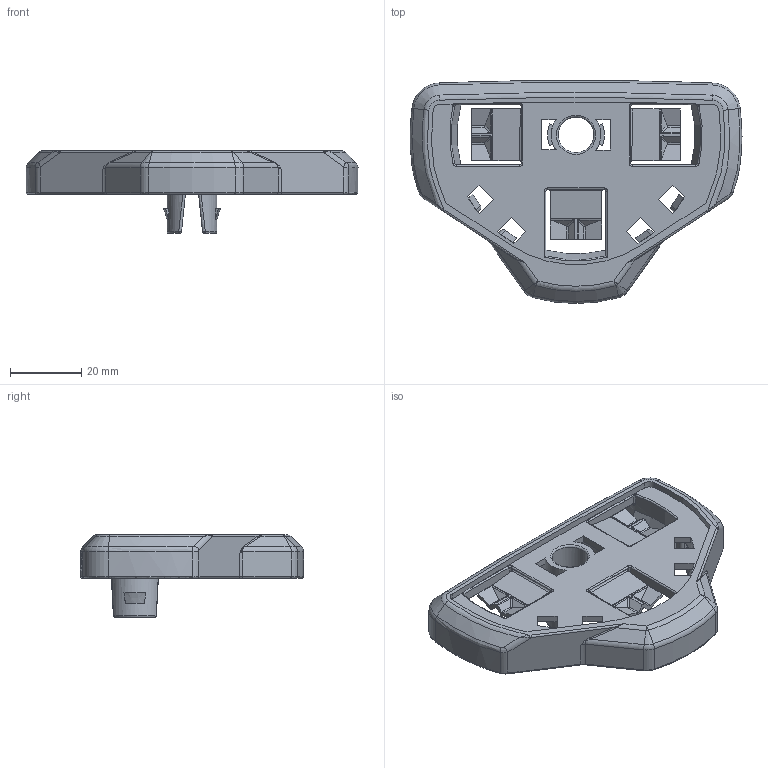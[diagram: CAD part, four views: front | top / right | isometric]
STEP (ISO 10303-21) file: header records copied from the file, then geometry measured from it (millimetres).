
FILE_DESCRIPTION(/* description */ ('STEP AP214','CAx-IF Rec.Pracs.---Representation and Presentation of Product Manufacturing Information (PMI)---4.0---2014-10-13'),/* implementation_level */ '2;1');
FILE_NAME(/* name */ 'SYS1_T-loc-latch.stp',/* time_stamp */ '2024-09-05T05:50:00+02:00',/* author */ ('admin'),/* organization */ (''),/* preprocessor_version */ 'ST-DEVELOPER v18.1',/* originating_system */ 'Autodesk Inventor 2021',/* authorisation */ '');
FILE_SCHEMA (('AP242_MANAGED_MODEL_BASED_3D_ENGINEERING_MIM_LF { 1 0 10303 442 1 1 4 }'));
Length unit declared in the file: millimetre
Products named in the file (1): SYS1 t-loc
Bounding box: 93 x 62.5 x 23.2 mm (x, y, z)
Volume: 18209.4 mm3; surface area: 18205.1 mm2
Topology: 1 solids, 1 shells, 752 faces, 1947 edges, 1183 vertices
Faces by surface type: cylinder 253, plane 209, bspline 173, torus 89, cone 14, sphere 14
Full cylindrical faces by diameter (mm): 10 x1, 14 x1, 30.5 x1
Entity records: 32356 total; most frequent: CARTESIAN_POINT 14755, ORIENTED_EDGE 3870, DIRECTION 3543, EDGE_CURVE 1935, AXIS2_PLACEMENT_3D 1366, VERTEX_POINT 1183, LINE 811, VECTOR 811
